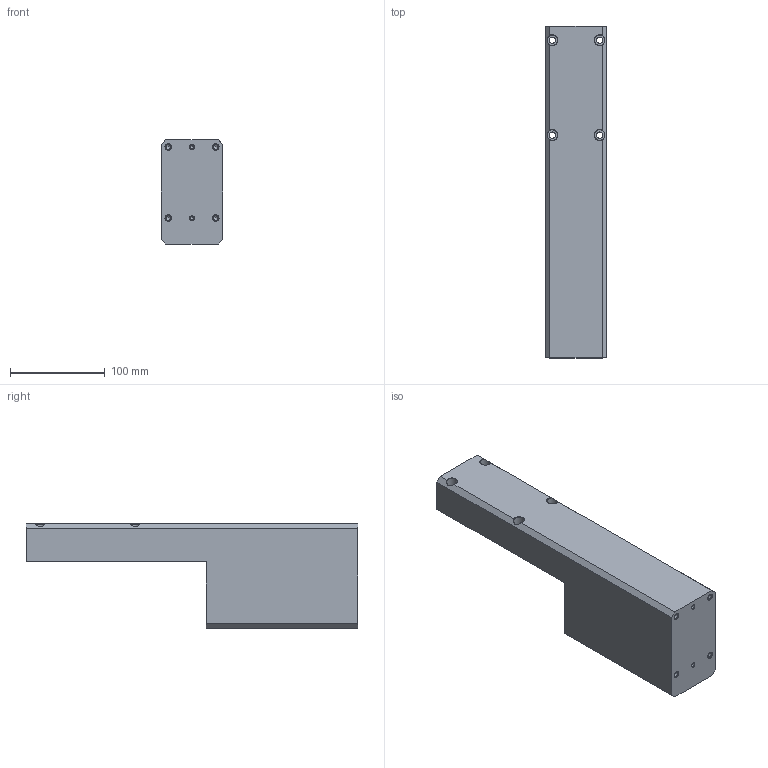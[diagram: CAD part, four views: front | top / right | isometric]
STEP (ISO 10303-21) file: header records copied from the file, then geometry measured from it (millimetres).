
FILE_DESCRIPTION(/* description */ ('Honeycomb breadboard support'),/* implementation_level */ '2;1');
FILE_NAME(/* name */ 'FAB-P0026 - Honeycomb VERTICAL SUPPORT v2.stp',/* time_stamp */ '2020-02-10T11:57:23+00:00',/* author */ ('whgu0532'),/* organization */ ('RESOLUTION DEVELOPMENT SERVICES'),/* preprocessor_version */ 'ST-DEVELOPER v18',/* originating_system */ 'Autodesk Inventor 2020',/* authorisation */ '');
FILE_SCHEMA (('AUTOMOTIVE_DESIGN { 1 0 10303 214 3 1 1 }'));
Length unit declared in the file: millimetre
Products named in the file (1): FAB-P0026
Bounding box: 65 x 350 x 110 mm (x, y, z)
Volume: 1610144.5 mm3; surface area: 112982.8 mm2
Topology: 1 solids, 1 shells, 50 faces, 158 edges, 110 vertices
Faces by surface type: cone 20, plane 16, cylinder 14
Full cylindrical faces by diameter (mm): 3.9 x2, 5 x4, 6.6 x4, 11 x4
Entity records: 2001 total; most frequent: CARTESIAN_POINT 533, ORIENTED_EDGE 304, DIRECTION 302, EDGE_CURVE 152, AXIS2_PLACEMENT_3D 119, VERTEX_POINT 110, EDGE_LOOP 64, LINE 64
